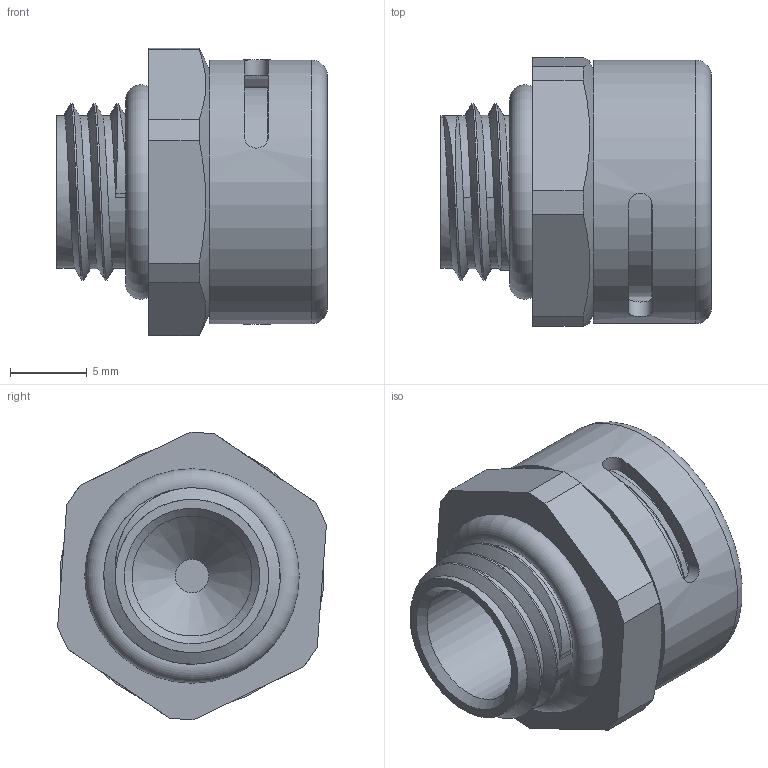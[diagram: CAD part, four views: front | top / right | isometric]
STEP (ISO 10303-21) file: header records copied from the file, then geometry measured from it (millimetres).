
FILE_DESCRIPTION(/* description */ ('DAE M 12x1,5 Edelstahl'),/* implementation_level */ '2;1');
FILE_NAME(/* name */ '90000514-RST.stp',/* time_stamp */ '2020-04-14T15:35:54+02:00',/* author */ ('sl'),/* organization */ (''),/* preprocessor_version */ 'ST-DEVELOPER v16.5',/* originating_system */ 'Autodesk Inventor 2017',/* authorisation */ '');
FILE_SCHEMA (('AUTOMOTIVE_DESIGN { 1 0 10303 214 3 1 1 }'));
Length unit declared in the file: millimetre
Products named in the file (7): DAE-01-BG-0001-90000514; 90001514; 90001514_1; 90001514_2; 90001514_3; DAE-02-BT-0005-90000512; 90001514_4
Assembly tree (7 placements, depth 2):
  DAE-01-BG-0001-90000514
    90001514
    90001514_1
    90001514_2
    90001514_3
    DAE-02-BT-0005-90000512
    90001514_4  x2
Bounding box: 17.66 x 17.56 x 18.8 mm (x, y, z)
Volume: 2316.7 mm3; surface area: 3734.1 mm2
Topology: 7 solids, 7 shells, 78 faces, 179 edges, 117 vertices
Faces by surface type: plane 36, cylinder 27, torus 8, cone 5, bspline 2
Full cylindrical faces by diameter (mm): 2.2 x1, 7.25 x3, 7.3 x1, 7.85 x1, 10 x3, 12.15 x4, 12.2 x1, 12.95 x1, 13.7 x2, 15.22 x1, 15.24 x1, 17.25 x1
Entity records: 2730 total; most frequent: CARTESIAN_POINT 1037, DIRECTION 328, ORIENTED_EDGE 258, AXIS2_PLACEMENT_3D 145, EDGE_CURVE 129, EDGE_LOOP 117, VERTEX_POINT 102, FACE_OUTER_BOUND 72
